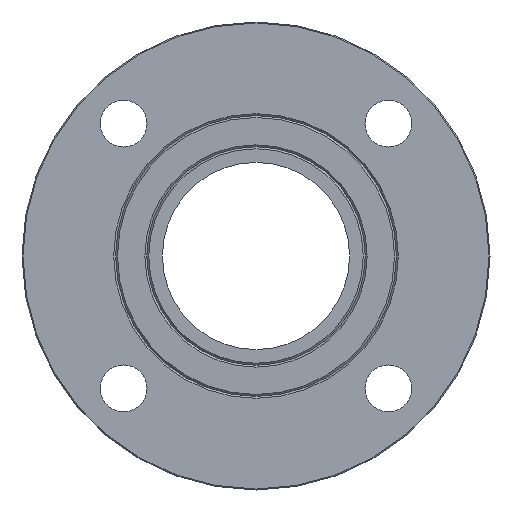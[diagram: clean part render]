
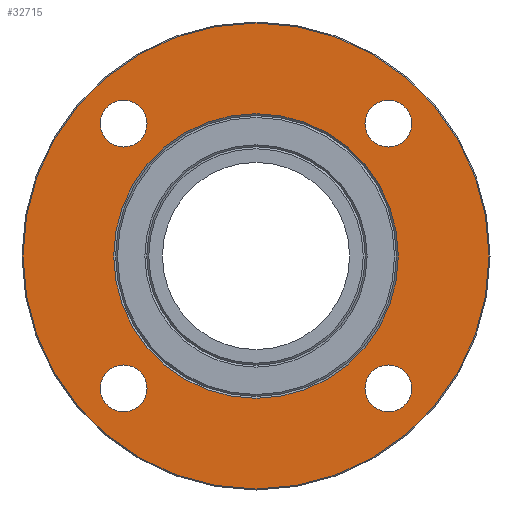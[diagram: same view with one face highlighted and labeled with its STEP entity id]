
A CAD part, front view. The second image highlights one B-rep face of the part: STEP entity #32715.
In plain terms, the highlighted face is planar.
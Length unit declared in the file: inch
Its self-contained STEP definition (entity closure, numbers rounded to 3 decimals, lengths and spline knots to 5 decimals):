
#243 = FACE_BOUND ( 'NONE', #49840, .T. ) ;
#1233 = DIRECTION ( 'NONE',  ( 1., 0., 0. ) ) ;
#3146 = EDGE_LOOP ( 'NONE', ( #14327 ) ) ;
#4519 = DIRECTION ( 'NONE',  ( 1., 0., 0. ) ) ;
#7648 = DIRECTION ( 'NONE',  ( 0., 0., -1. ) ) ;
#8902 = AXIS2_PLACEMENT_3D ( 'NONE', #36199, #54820, #27050 ) ;
#9422 = VERTEX_POINT ( 'NONE', #24437 ) ;
#9677 = AXIS2_PLACEMENT_3D ( 'NONE', #59976, #32170, #4519 ) ;
#10505 = CARTESIAN_POINT ( 'NONE',  ( 3.734, 0., 0.09375 ) ) ;
#10886 = VERTEX_POINT ( 'NONE', #42937 ) ;
#12393 = FACE_BOUND ( 'NONE', #33800, .T. ) ;
#13780 = VERTEX_POINT ( 'NONE', #19614 ) ;
#13843 = FACE_BOUND ( 'NONE', #35323, .T. ) ;
#14327 = ORIENTED_EDGE ( 'NONE', *, *, #33642, .F. ) ;
#15159 = CARTESIAN_POINT ( 'NONE',  ( 2.49632, -2.12132, 0.09375 ) ) ;
#16486 = CIRCLE ( 'NONE', #46259, 0.375 ) ;
#17061 = DIRECTION ( 'NONE',  ( 0., 0., -1. ) ) ;
#18105 = DIRECTION ( 'NONE',  ( 0., 0., 1. ) ) ;
#19614 = CARTESIAN_POINT ( 'NONE',  ( -2.28125, 0., 0.09375 ) ) ;
#21587 = EDGE_CURVE ( 'NONE', #13780, #13780, #51981, .T. ) ;
#21730 = VERTEX_POINT ( 'NONE', #52227 ) ;
#21741 = CIRCLE ( 'NONE', #9677, 3.734 ) ;
#22270 = CIRCLE ( 'NONE', #30685, 0.375 ) ;
#23162 = VERTEX_POINT ( 'NONE', #10505 ) ;
#24437 = CARTESIAN_POINT ( 'NONE',  ( 2.49632, 2.12132, 0.09375 ) ) ;
#25532 = ORIENTED_EDGE ( 'NONE', *, *, #39621, .F. ) ;
#26401 = CARTESIAN_POINT ( 'NONE',  ( -2.12132, -2.12132, 0.09375 ) ) ;
#27050 = DIRECTION ( 'NONE',  ( -1., 0., 0. ) ) ;
#27663 = ORIENTED_EDGE ( 'NONE', *, *, #37029, .F. ) ;
#27778 = ORIENTED_EDGE ( 'NONE', *, *, #21587, .T. ) ;
#28798 = DIRECTION ( 'NONE',  ( 0., 0., -1. ) ) ;
#29977 = AXIS2_PLACEMENT_3D ( 'NONE', #26401, #58870, #31095 ) ;
#30685 = AXIS2_PLACEMENT_3D ( 'NONE', #35360, #7648, #40039 ) ;
#31095 = DIRECTION ( 'NONE',  ( 1., 0., 0. ) ) ;
#32170 = DIRECTION ( 'NONE',  ( 0., 0., 1. ) ) ;
#32715 = ADVANCED_FACE ( 'NONE', ( #243, #13843, #37048, #12393, #47943, #35590 ), #45536, .T. ) ;
#32727 = CIRCLE ( 'NONE', #29977, 0.375 ) ;
#33642 = EDGE_CURVE ( 'NONE', #23162, #23162, #21741, .T. ) ;
#33800 = EDGE_LOOP ( 'NONE', ( #27663 ) ) ;
#35323 = EDGE_LOOP ( 'NONE', ( #49253 ) ) ;
#35360 = CARTESIAN_POINT ( 'NONE',  ( -2.12132, 2.12132, 0.09375 ) ) ;
#35590 = FACE_OUTER_BOUND ( 'NONE', #3146, .T. ) ;
#36199 = CARTESIAN_POINT ( 'NONE',  ( 4.22785, -4.18449, 0.09375 ) ) ;
#36753 = EDGE_CURVE ( 'NONE', #10886, #10886, #22270, .T. ) ;
#37029 = EDGE_CURVE ( 'NONE', #58732, #58732, #16486, .T. ) ;
#37048 = FACE_BOUND ( 'NONE', #40496, .T. ) ;
#39621 = EDGE_CURVE ( 'NONE', #21730, #21730, #32727, .T. ) ;
#40039 = DIRECTION ( 'NONE',  ( 1., 0., 0. ) ) ;
#40496 = EDGE_LOOP ( 'NONE', ( #25532 ) ) ;
#40603 = AXIS2_PLACEMENT_3D ( 'NONE', #44832, #17061, #49471 ) ;
#41696 = EDGE_LOOP ( 'NONE', ( #27778 ) ) ;
#42937 = CARTESIAN_POINT ( 'NONE',  ( -1.74632, 2.12132, 0.09375 ) ) ;
#43268 = EDGE_CURVE ( 'NONE', #9422, #9422, #46378, .T. ) ;
#44832 = CARTESIAN_POINT ( 'NONE',  ( 2.12132, 2.12132, 0.09375 ) ) ;
#45536 = PLANE ( 'NONE',  #8902 ) ;
#45871 = CARTESIAN_POINT ( 'NONE',  ( 0., 0., 0.09375 ) ) ;
#46259 = AXIS2_PLACEMENT_3D ( 'NONE', #56580, #28798, #1233 ) ;
#46378 = CIRCLE ( 'NONE', #40603, 0.375 ) ;
#47943 = FACE_BOUND ( 'NONE', #41696, .T. ) ;
#49253 = ORIENTED_EDGE ( 'NONE', *, *, #36753, .F. ) ;
#49471 = DIRECTION ( 'NONE',  ( 1., 0., 0. ) ) ;
#49840 = EDGE_LOOP ( 'NONE', ( #54692 ) ) ;
#50526 = DIRECTION ( 'NONE',  ( -1., 0., 0. ) ) ;
#51981 = CIRCLE ( 'NONE', #56344, 2.28125 ) ;
#52227 = CARTESIAN_POINT ( 'NONE',  ( -1.74632, -2.12132, 0.09375 ) ) ;
#54692 = ORIENTED_EDGE ( 'NONE', *, *, #43268, .F. ) ;
#54820 = DIRECTION ( 'NONE',  ( 0., 0., -1. ) ) ;
#56344 = AXIS2_PLACEMENT_3D ( 'NONE', #45871, #18105, #50526 ) ;
#56580 = CARTESIAN_POINT ( 'NONE',  ( 2.12132, -2.12132, 0.09375 ) ) ;
#58732 = VERTEX_POINT ( 'NONE', #15159 ) ;
#58870 = DIRECTION ( 'NONE',  ( 0., 0., -1. ) ) ;
#59976 = CARTESIAN_POINT ( 'NONE',  ( 0., 0., 0.09375 ) ) ;
